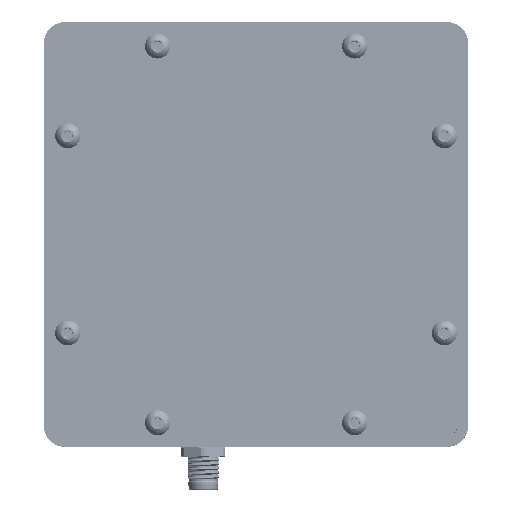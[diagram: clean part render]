
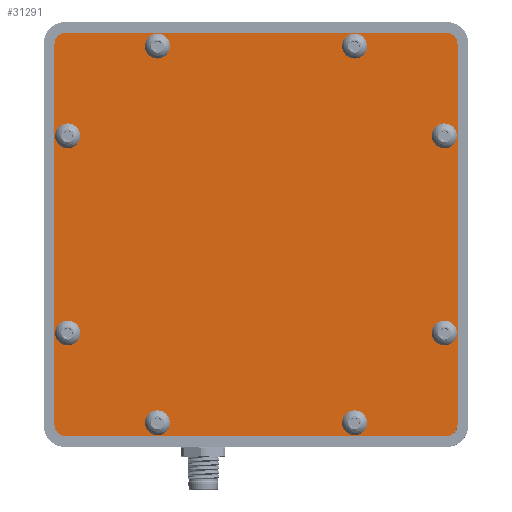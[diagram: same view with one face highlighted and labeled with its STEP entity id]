
A CAD part, top view. The second image highlights one B-rep face of the part: STEP entity #31291.
In plain terms, the highlighted planar face has unit normal (0, 0, 1).
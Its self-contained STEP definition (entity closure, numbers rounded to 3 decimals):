
#277=FACE_BOUND('',#2920,.T.);
#278=FACE_BOUND('',#2921,.T.);
#279=FACE_BOUND('',#2922,.T.);
#280=FACE_BOUND('',#2923,.T.);
#281=FACE_BOUND('',#2924,.T.);
#282=FACE_BOUND('',#2925,.T.);
#283=FACE_BOUND('',#2926,.T.);
#284=FACE_BOUND('',#2927,.T.);
#348=PLANE('',#32907);
#1473=FACE_OUTER_BOUND('',#2919,.T.);
#2919=EDGE_LOOP('',(#23102,#23103,#23104,#23105,#23106,#23107,#23108,#23109));
#2920=EDGE_LOOP('',(#23110));
#2921=EDGE_LOOP('',(#23111));
#2922=EDGE_LOOP('',(#23112));
#2923=EDGE_LOOP('',(#23113));
#2924=EDGE_LOOP('',(#23114));
#2925=EDGE_LOOP('',(#23115));
#2926=EDGE_LOOP('',(#23116));
#2927=EDGE_LOOP('',(#23117));
#3901=CIRCLE('',#32869,1.75);
#3903=CIRCLE('',#32872,1.75);
#3905=CIRCLE('',#32875,1.75);
#3907=CIRCLE('',#32878,1.75);
#3909=CIRCLE('',#32881,1.75);
#3911=CIRCLE('',#32884,1.75);
#3913=CIRCLE('',#32887,1.75);
#3915=CIRCLE('',#32890,1.75);
#3917=CIRCLE('',#32893,2.5);
#3919=CIRCLE('',#32897,2.5);
#3921=CIRCLE('',#32901,2.5);
#3923=CIRCLE('',#32905,2.5);
#7436=LINE('',#223020,#9484);
#7440=LINE('',#223032,#9488);
#7444=LINE('',#223044,#9492);
#7450=LINE('',#223058,#9498);
#9484=VECTOR('',#36077,10.);
#9488=VECTOR('',#36089,10.);
#9492=VECTOR('',#36101,10.);
#9498=VECTOR('',#36115,10.);
#13212=VERTEX_POINT('',#222962);
#13214=VERTEX_POINT('',#222968);
#13216=VERTEX_POINT('',#222974);
#13218=VERTEX_POINT('',#222980);
#13220=VERTEX_POINT('',#222986);
#13222=VERTEX_POINT('',#222992);
#13224=VERTEX_POINT('',#222998);
#13226=VERTEX_POINT('',#223004);
#13229=VERTEX_POINT('',#223011);
#13230=VERTEX_POINT('',#223013);
#13232=VERTEX_POINT('',#223019);
#13234=VERTEX_POINT('',#223025);
#13236=VERTEX_POINT('',#223031);
#13238=VERTEX_POINT('',#223037);
#13240=VERTEX_POINT('',#223043);
#13242=VERTEX_POINT('',#223049);
#17442=EDGE_CURVE('',#13212,#13212,#3901,.T.);
#17445=EDGE_CURVE('',#13214,#13214,#3903,.T.);
#17448=EDGE_CURVE('',#13216,#13216,#3905,.T.);
#17451=EDGE_CURVE('',#13218,#13218,#3907,.T.);
#17454=EDGE_CURVE('',#13220,#13220,#3909,.T.);
#17457=EDGE_CURVE('',#13222,#13222,#3911,.T.);
#17460=EDGE_CURVE('',#13224,#13224,#3913,.T.);
#17463=EDGE_CURVE('',#13226,#13226,#3915,.T.);
#17466=EDGE_CURVE('',#13230,#13229,#3917,.T.);
#17469=EDGE_CURVE('',#13232,#13230,#7436,.T.);
#17472=EDGE_CURVE('',#13234,#13232,#3919,.T.);
#17475=EDGE_CURVE('',#13236,#13234,#7440,.T.);
#17478=EDGE_CURVE('',#13238,#13236,#3921,.T.);
#17481=EDGE_CURVE('',#13240,#13238,#7444,.T.);
#17484=EDGE_CURVE('',#13242,#13240,#3923,.T.);
#17489=EDGE_CURVE('',#13229,#13242,#7450,.T.);
#23102=ORIENTED_EDGE('',*,*,#17489,.T.);
#23103=ORIENTED_EDGE('',*,*,#17484,.T.);
#23104=ORIENTED_EDGE('',*,*,#17481,.T.);
#23105=ORIENTED_EDGE('',*,*,#17478,.T.);
#23106=ORIENTED_EDGE('',*,*,#17475,.T.);
#23107=ORIENTED_EDGE('',*,*,#17472,.T.);
#23108=ORIENTED_EDGE('',*,*,#17469,.T.);
#23109=ORIENTED_EDGE('',*,*,#17466,.T.);
#23110=ORIENTED_EDGE('',*,*,#17463,.T.);
#23111=ORIENTED_EDGE('',*,*,#17460,.T.);
#23112=ORIENTED_EDGE('',*,*,#17457,.T.);
#23113=ORIENTED_EDGE('',*,*,#17454,.T.);
#23114=ORIENTED_EDGE('',*,*,#17451,.T.);
#23115=ORIENTED_EDGE('',*,*,#17448,.T.);
#23116=ORIENTED_EDGE('',*,*,#17445,.T.);
#23117=ORIENTED_EDGE('',*,*,#17442,.T.);
#31291=ADVANCED_FACE('',(#1473,#277,#278,#279,#280,#281,#282,#283,#284),
#348,.T.);
#32869=AXIS2_PLACEMENT_3D('',#222964,#36015,#36016);
#32872=AXIS2_PLACEMENT_3D('',#222970,#36022,#36023);
#32875=AXIS2_PLACEMENT_3D('',#222976,#36029,#36030);
#32878=AXIS2_PLACEMENT_3D('',#222982,#36036,#36037);
#32881=AXIS2_PLACEMENT_3D('',#222988,#36043,#36044);
#32884=AXIS2_PLACEMENT_3D('',#222994,#36050,#36051);
#32887=AXIS2_PLACEMENT_3D('',#223000,#36057,#36058);
#32890=AXIS2_PLACEMENT_3D('',#223006,#36064,#36065);
#32893=AXIS2_PLACEMENT_3D('',#223014,#36071,#36072);
#32897=AXIS2_PLACEMENT_3D('',#223026,#36083,#36084);
#32901=AXIS2_PLACEMENT_3D('',#223038,#36095,#36096);
#32905=AXIS2_PLACEMENT_3D('',#223050,#36107,#36108);
#32907=AXIS2_PLACEMENT_3D('',#223059,#36116,#36117);
#36015=DIRECTION('center_axis',(0.,0.,-1.));
#36016=DIRECTION('ref_axis',(-1.,0.,0.));
#36022=DIRECTION('center_axis',(0.,0.,-1.));
#36023=DIRECTION('ref_axis',(-1.,0.,0.));
#36029=DIRECTION('center_axis',(0.,0.,-1.));
#36030=DIRECTION('ref_axis',(-1.,0.,0.));
#36036=DIRECTION('center_axis',(0.,0.,-1.));
#36037=DIRECTION('ref_axis',(-1.,0.,0.));
#36043=DIRECTION('center_axis',(0.,0.,-1.));
#36044=DIRECTION('ref_axis',(-1.,0.,0.));
#36050=DIRECTION('center_axis',(0.,0.,-1.));
#36051=DIRECTION('ref_axis',(-1.,0.,0.));
#36057=DIRECTION('center_axis',(0.,0.,-1.));
#36058=DIRECTION('ref_axis',(-1.,0.,0.));
#36064=DIRECTION('center_axis',(0.,0.,-1.));
#36065=DIRECTION('ref_axis',(-1.,0.,0.));
#36071=DIRECTION('center_axis',(0.,0.,1.));
#36072=DIRECTION('ref_axis',(-1.,0.,0.));
#36077=DIRECTION('',(0.,-1.,0.));
#36083=DIRECTION('center_axis',(0.,0.,1.));
#36084=DIRECTION('ref_axis',(0.,1.,0.));
#36089=DIRECTION('',(-1.,0.,0.));
#36095=DIRECTION('center_axis',(0.,0.,1.));
#36096=DIRECTION('ref_axis',(1.,0.,0.));
#36101=DIRECTION('',(0.,1.,0.));
#36107=DIRECTION('center_axis',(0.,0.,1.));
#36108=DIRECTION('ref_axis',(0.,-1.,0.));
#36115=DIRECTION('',(1.,0.,0.));
#36116=DIRECTION('center_axis',(0.,0.,1.));
#36117=DIRECTION('ref_axis',(-1.,0.,0.));
#222962=CARTESIAN_POINT('',(24.25,-43.,25.));
#222964=CARTESIAN_POINT('Origin',(22.5,-43.,25.));
#222968=CARTESIAN_POINT('',(-20.75,-43.,25.));
#222970=CARTESIAN_POINT('Origin',(-22.5,-43.,25.));
#222974=CARTESIAN_POINT('',(-41.25,-22.5,25.));
#222976=CARTESIAN_POINT('Origin',(-43.,-22.5,25.));
#222980=CARTESIAN_POINT('',(-20.75,43.,25.));
#222982=CARTESIAN_POINT('Origin',(-22.5,43.,25.));
#222986=CARTESIAN_POINT('',(24.25,43.,25.));
#222988=CARTESIAN_POINT('Origin',(22.5,43.,25.));
#222992=CARTESIAN_POINT('',(44.75,22.5,25.));
#222994=CARTESIAN_POINT('Origin',(43.,22.5,25.));
#222998=CARTESIAN_POINT('',(-41.25,22.5,25.));
#223000=CARTESIAN_POINT('Origin',(-43.,22.5,25.));
#223004=CARTESIAN_POINT('',(44.75,-22.5,25.));
#223006=CARTESIAN_POINT('Origin',(43.,-22.5,25.));
#223011=CARTESIAN_POINT('',(-43.5,-46.,25.));
#223013=CARTESIAN_POINT('',(-46.,-43.5,25.));
#223014=CARTESIAN_POINT('Origin',(-43.5,-43.5,25.));
#223019=CARTESIAN_POINT('',(-46.,43.5,25.));
#223020=CARTESIAN_POINT('',(-46.,43.5,25.));
#223025=CARTESIAN_POINT('',(-43.5,46.,25.));
#223026=CARTESIAN_POINT('Origin',(-43.5,43.5,25.));
#223031=CARTESIAN_POINT('',(43.5,46.,25.));
#223032=CARTESIAN_POINT('',(43.5,46.,25.));
#223037=CARTESIAN_POINT('',(46.,43.5,25.));
#223038=CARTESIAN_POINT('Origin',(43.5,43.5,25.));
#223043=CARTESIAN_POINT('',(46.,-43.5,25.));
#223044=CARTESIAN_POINT('',(46.,-43.5,25.));
#223049=CARTESIAN_POINT('',(43.5,-46.,25.));
#223050=CARTESIAN_POINT('Origin',(43.5,-43.5,25.));
#223058=CARTESIAN_POINT('',(-43.5,-46.,25.));
#223059=CARTESIAN_POINT('Origin',(0.,0.,25.));
